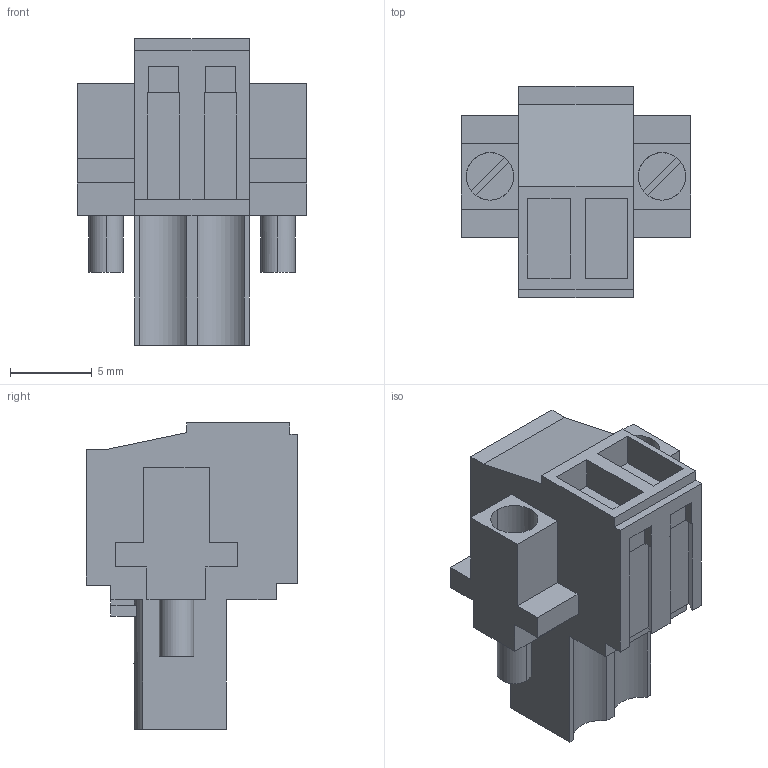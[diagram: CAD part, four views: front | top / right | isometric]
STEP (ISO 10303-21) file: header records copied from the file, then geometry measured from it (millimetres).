
FILE_DESCRIPTION(('CATIA V5R24 STEP','CAx-IF Rec.Pracs.--- Model Styling and Organization---1.2---2011-12-15'),'2;1');
FILE_NAME ('D1453263_0_1606640000_1606640000.stp','2017-05-09T12:49:45+00:00',('none'),('Weidmueller'),'CATIA Version 5-6 Release 2014 SP4 HF52','CATIA V5 STEP AP214','none');
FILE_SCHEMA(('AUTOMOTIVE_DESIGN { 1 0 10303 214 1 1 1 1 }'));
Length unit declared in the file: millimetre
Products named in the file (1): 1606640000
Bounding box: 14 x 12.9 x 18.7 mm (x, y, z)
Volume: 1260.2 mm3; surface area: 1572.4 mm2
Topology: 5 solids, 5 shells, 201 faces, 539 edges, 362 vertices
Faces by surface type: plane 169, cylinder 32
Entity records: 6357 total; most frequent: CARTESIAN_POINT 1235, ORIENTED_EDGE 1078, DIRECTION 874, EDGE_CURVE 539, VECTOR 443, LINE 443, VERTEX_POINT 362, AXIS2_PLACEMENT_3D 257
